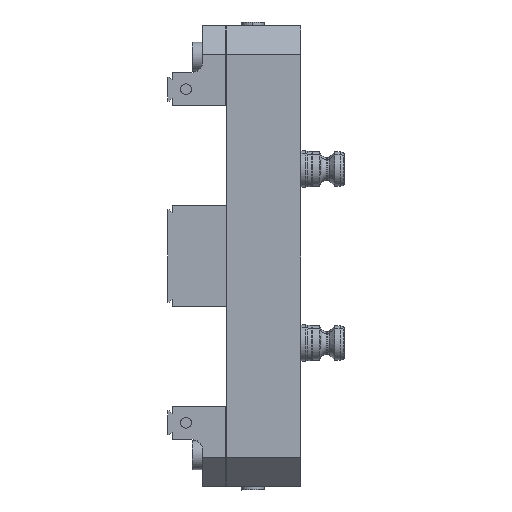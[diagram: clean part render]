
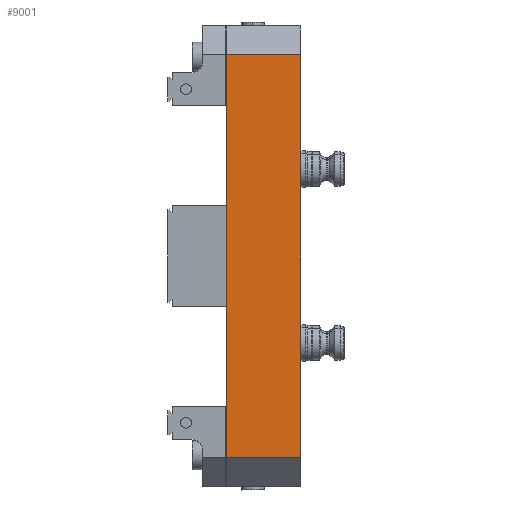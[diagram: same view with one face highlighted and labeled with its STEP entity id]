
A CAD part, left-side view. The second image highlights one B-rep face of the part: STEP entity #9001.
In plain terms, the highlighted planar face has unit normal (-1, 0, 0).
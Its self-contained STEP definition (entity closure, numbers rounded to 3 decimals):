
#9 = VECTOR ( 'NONE', #12510, 1000. ) ;
#378 = VECTOR ( 'NONE', #11184, 1000. ) ;
#811 = VECTOR ( 'NONE', #9897, 1000. ) ;
#2253 = CARTESIAN_POINT ( 'NONE',  ( 0., 0., 238.125 ) ) ;
#2648 = LINE ( 'NONE', #13473, #378 ) ;
#2759 = EDGE_CURVE ( 'NONE', #4106, #13750, #6330, .T. ) ;
#3120 = DIRECTION ( 'NONE',  ( 1., 0., 0. ) ) ;
#3180 = CARTESIAN_POINT ( 'NONE',  ( 0., 41.275, 238.125 ) ) ;
#3967 = ORIENTED_EDGE ( 'NONE', *, *, #9542, .T. ) ;
#4106 = VERTEX_POINT ( 'NONE', #2253 ) ;
#4142 = CARTESIAN_POINT ( 'NONE',  ( 0., 0., 238.125 ) ) ;
#4538 = ORIENTED_EDGE ( 'NONE', *, *, #11068, .T. ) ;
#4678 = CARTESIAN_POINT ( 'NONE',  ( 0., 41.275, 254. ) ) ;
#5453 = FACE_OUTER_BOUND ( 'NONE', #10488, .T. ) ;
#5816 = ORIENTED_EDGE ( 'NONE', *, *, #14033, .F. ) ;
#6330 = LINE ( 'NONE', #6468, #811 ) ;
#6468 = CARTESIAN_POINT ( 'NONE',  ( 0., 0., 254. ) ) ;
#6639 = VECTOR ( 'NONE', #12068, 1000. ) ;
#7304 = LINE ( 'NONE', #4678, #9 ) ;
#7353 = PLANE ( 'NONE',  #14408 ) ;
#7546 = CARTESIAN_POINT ( 'NONE',  ( 0., 0., 254. ) ) ;
#8507 = DIRECTION ( 'NONE',  ( 0., 0., -1. ) ) ;
#8570 = CARTESIAN_POINT ( 'NONE',  ( 0., 41.275, 15.875 ) ) ;
#9001 = ADVANCED_FACE ( 'NONE', ( #5453 ), #7353, .F. ) ;
#9542 = EDGE_CURVE ( 'NONE', #4106, #10771, #13292, .T. ) ;
#9897 = DIRECTION ( 'NONE',  ( 0., 0., -1. ) ) ;
#10488 = EDGE_LOOP ( 'NONE', ( #13209, #3967, #4538, #5816 ) ) ;
#10771 = VERTEX_POINT ( 'NONE', #3180 ) ;
#11068 = EDGE_CURVE ( 'NONE', #10771, #13103, #7304, .T. ) ;
#11184 = DIRECTION ( 'NONE',  ( 0., 1., 0. ) ) ;
#12068 = DIRECTION ( 'NONE',  ( 0., 1., 0. ) ) ;
#12510 = DIRECTION ( 'NONE',  ( 0., 0., -1. ) ) ;
#13080 = CARTESIAN_POINT ( 'NONE',  ( 0., 0., 15.875 ) ) ;
#13103 = VERTEX_POINT ( 'NONE', #8570 ) ;
#13209 = ORIENTED_EDGE ( 'NONE', *, *, #2759, .F. ) ;
#13292 = LINE ( 'NONE', #4142, #6639 ) ;
#13473 = CARTESIAN_POINT ( 'NONE',  ( 0., 0., 15.875 ) ) ;
#13750 = VERTEX_POINT ( 'NONE', #13080 ) ;
#14033 = EDGE_CURVE ( 'NONE', #13750, #13103, #2648, .T. ) ;
#14408 = AXIS2_PLACEMENT_3D ( 'NONE', #7546, #3120, #8507 ) ;
